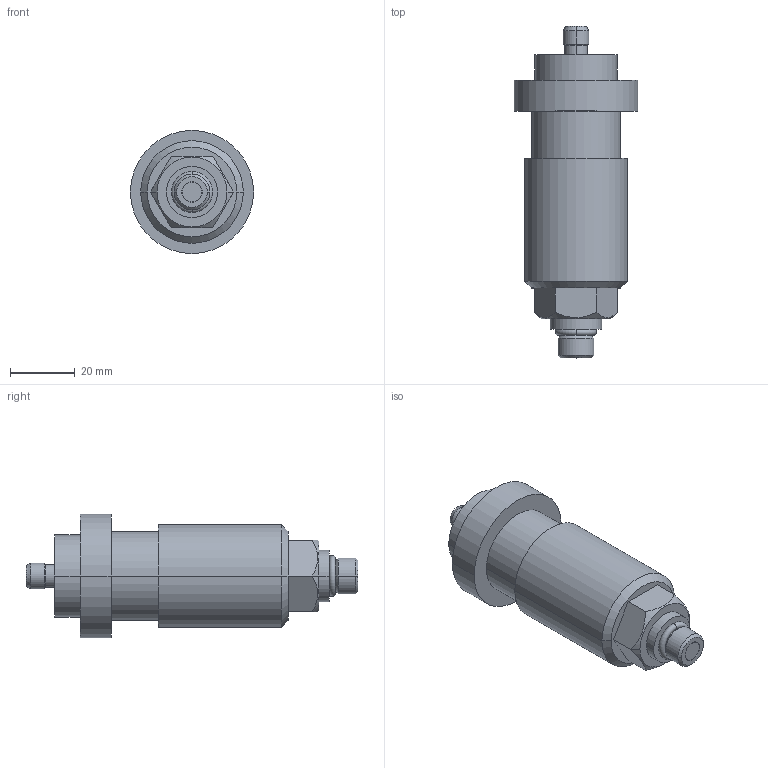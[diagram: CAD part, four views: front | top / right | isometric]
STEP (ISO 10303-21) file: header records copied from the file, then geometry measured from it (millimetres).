
FILE_DESCRIPTION((''),'2;1');
FILE_NAME('ILC70750074','2011-09-15T',('dc'),(''),'PRO/ENGINEER BY PARAMETRIC TECHNOLOGY CORPORATION, 2007460','PRO/ENGINEER BY PARAMETRIC TECHNOLOGY CORPORATION, 2007460','');
FILE_SCHEMA(('AUTOMOTIVE_DESIGN_CC2 { 1 2 10303 214 -1 1 5 2 }'));
Length unit declared in the file: inch
Products named in the file (1): ILC70750074
Bounding box: 38.1 x 102.67 x 38.1 mm (x, y, z)
Volume: 60738.5 mm3; surface area: 11302.5 mm2
Topology: 1 solids, 1 shells, 59 faces, 124 edges, 78 vertices
Faces by surface type: cylinder 26, plane 19, cone 12, torus 2
Entity records: 1815 total; most frequent: CARTESIAN_POINT 321, DIRECTION 304, ORIENTED_EDGE 248, AXIS2_PLACEMENT_3D 127, EDGE_CURVE 124, COLOUR_RGB 105, VERTEX_POINT 78, EDGE_LOOP 70
